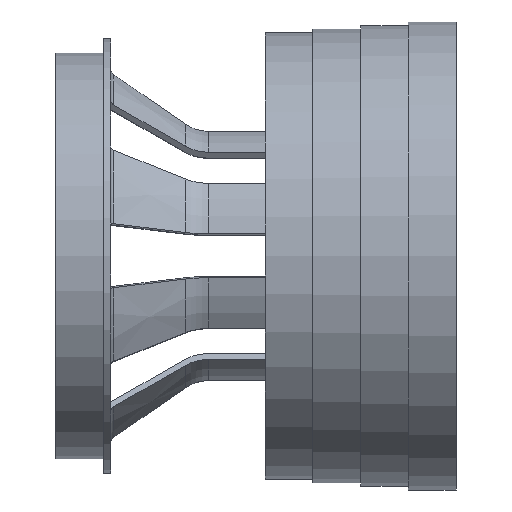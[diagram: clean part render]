
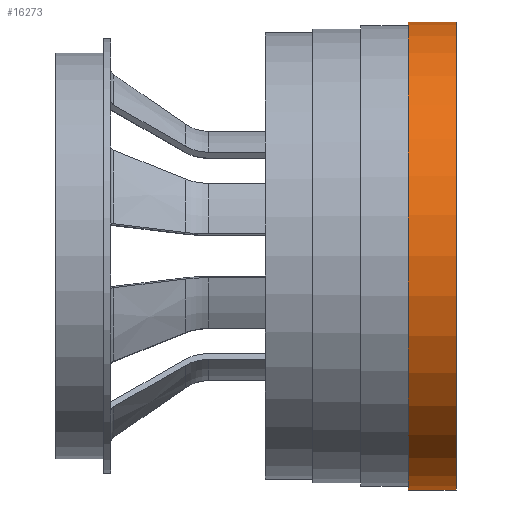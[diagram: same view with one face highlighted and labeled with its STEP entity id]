
A CAD part, top view. The second image highlights one B-rep face of the part: STEP entity #16273.
In plain terms, the highlighted cylindrical face has radius 2489.2 mm (diameter 4978.4 mm), a partial arc.
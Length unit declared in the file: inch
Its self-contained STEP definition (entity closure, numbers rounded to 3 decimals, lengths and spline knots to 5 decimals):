
#3253=CARTESIAN_POINT('',(507.5,0.,0.));
#3254=DIRECTION('',(1.,0.,0.));
#3255=DIRECTION('',(0.,1.,0.));
#3256=AXIS2_PLACEMENT_3D('',#3253,#3254,#3255);
#3269=DIRECTION('',(-1.,0.,0.));
#3270=VECTOR('',#3269,20.);
#3271=CARTESIAN_POINT('',(527.5,98.,0.));
#3272=LINE('',#3271,#3270);
#3276=CARTESIAN_POINT('',(527.5,0.,0.));
#3277=DIRECTION('',(1.,0.,0.));
#3278=DIRECTION('',(0.,1.,0.));
#3279=AXIS2_PLACEMENT_3D('',#3276,#3277,#3278);
#3284=DIRECTION('',(-1.,0.,0.));
#3285=VECTOR('',#3284,20.);
#3286=CARTESIAN_POINT('',(527.5,-98.,0.));
#3287=LINE('',#3286,#3285);
#12237=CARTESIAN_POINT('',(527.5,98.,0.));
#12238=CARTESIAN_POINT('',(507.5,98.,0.));
#12239=VERTEX_POINT('',#12237);
#12240=VERTEX_POINT('',#12238);
#12297=CARTESIAN_POINT('',(527.5,-98.,0.));
#12298=CARTESIAN_POINT('',(507.5,-98.,0.));
#12299=VERTEX_POINT('',#12297);
#12300=VERTEX_POINT('',#12298);
#16261=CARTESIAN_POINT('',(553.875,0.,0.));
#16262=DIRECTION('',(-1.,0.,0.));
#16263=DIRECTION('',(0.,1.,0.));
#16264=AXIS2_PLACEMENT_3D('',#16261,#16262,#16263);
#16265=CYLINDRICAL_SURFACE('',#16264,98.);
#16266=ORIENTED_EDGE('',*,*,#16244,.F.);
#16268=ORIENTED_EDGE('',*,*,#16267,.T.);
#16269=ORIENTED_EDGE('',*,*,#16247,.T.);
#16270=ORIENTED_EDGE('',*,*,#16223,.F.);
#16271=EDGE_LOOP('',(#16266,#16268,#16269,#16270));
#16272=FACE_OUTER_BOUND('',#16271,.F.);
#3257=CIRCLE('',#3256,98.);
#3280=CIRCLE('',#3279,98.);
#16223=EDGE_CURVE('',#12240,#12300,#3257,.T.);
#16244=EDGE_CURVE('',#12239,#12240,#3272,.T.);
#16247=EDGE_CURVE('',#12299,#12300,#3287,.T.);
#16267=EDGE_CURVE('',#12239,#12299,#3280,.T.);
#16273=ADVANCED_FACE('',(#16272),#16265,.T.);
